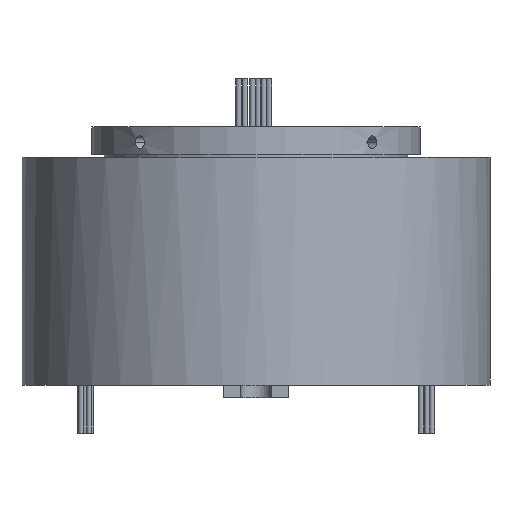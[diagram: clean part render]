
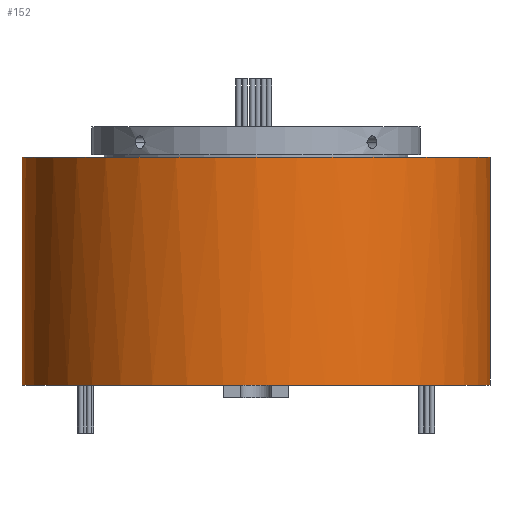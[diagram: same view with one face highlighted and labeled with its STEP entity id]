
A CAD part, front view. The second image highlights one B-rep face of the part: STEP entity #152.
In plain terms, the highlighted cylindrical face has radius 92.5 mm (diameter 185 mm), a partial arc.
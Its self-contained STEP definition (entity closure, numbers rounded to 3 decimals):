
#78 = CIRCLE ( 'NONE', #1247, 92.5 ) ;
#80 = ORIENTED_EDGE ( 'NONE', *, *, #4232, .T. ) ;
#152 = ADVANCED_FACE ( 'NONE', ( #1343 ), #3277, .T. ) ;
#180 = CARTESIAN_POINT ( 'NONE',  ( -13., -91.582, -102. ) ) ;
#234 = VERTEX_POINT ( 'NONE', #3863 ) ;
#241 = CARTESIAN_POINT ( 'NONE',  ( 0., 0., 43.86 ) ) ;
#279 = VECTOR ( 'NONE', #4780, 1000. ) ;
#292 = ORIENTED_EDGE ( 'NONE', *, *, #4594, .T. ) ;
#344 = DIRECTION ( 'NONE',  ( 0., 0., 1. ) ) ;
#361 = VERTEX_POINT ( 'NONE', #2407 ) ;
#406 = CARTESIAN_POINT ( 'NONE',  ( -92.5, 0., -12. ) ) ;
#752 = AXIS2_PLACEMENT_3D ( 'NONE', #2695, #344, #3075 ) ;
#789 = ORIENTED_EDGE ( 'NONE', *, *, #2223, .F. ) ;
#1045 = DIRECTION ( 'NONE',  ( 1., 0., 0. ) ) ;
#1087 = LINE ( 'NONE', #2014, #279 ) ;
#1236 = DIRECTION ( 'NONE',  ( 0., 0., 1. ) ) ;
#1247 = AXIS2_PLACEMENT_3D ( 'NONE', #3572, #1236, #3979 ) ;
#1324 = VERTEX_POINT ( 'NONE', #4412 ) ;
#1343 = FACE_OUTER_BOUND ( 'NONE', #3880, .T. ) ;
#1511 = LINE ( 'NONE', #2335, #2409 ) ;
#1542 = CARTESIAN_POINT ( 'NONE',  ( -92.5, 0., -102. ) ) ;
#1622 = EDGE_CURVE ( 'NONE', #4625, #1324, #2497, .T. ) ;
#1863 = CARTESIAN_POINT ( 'NONE',  ( 0., 0., -102. ) ) ;
#2014 = CARTESIAN_POINT ( 'NONE',  ( -92.5, 0., 43.86 ) ) ;
#2223 = EDGE_CURVE ( 'NONE', #2388, #4625, #1087, .T. ) ;
#2249 = DIRECTION ( 'NONE',  ( 1., 0., 0. ) ) ;
#2254 = ORIENTED_EDGE ( 'NONE', *, *, #4863, .T. ) ;
#2301 = DIRECTION ( 'NONE',  ( 0., 0., 1. ) ) ;
#2335 = CARTESIAN_POINT ( 'NONE',  ( 92.5, 0., 43.86 ) ) ;
#2345 = CIRCLE ( 'NONE', #3328, 92.5 ) ;
#2388 = VERTEX_POINT ( 'NONE', #1542 ) ;
#2407 = CARTESIAN_POINT ( 'NONE',  ( 92.5, 0., -102. ) ) ;
#2409 = VECTOR ( 'NONE', #5105, 1000. ) ;
#2497 = CIRCLE ( 'NONE', #3124, 92.5 ) ;
#2695 = CARTESIAN_POINT ( 'NONE',  ( 0., 0., -102. ) ) ;
#2969 = DIRECTION ( 'NONE',  ( 0., 0., 1. ) ) ;
#3075 = DIRECTION ( 'NONE',  ( 1., 0., 0. ) ) ;
#3124 = AXIS2_PLACEMENT_3D ( 'NONE', #4685, #2301, #5064 ) ;
#3277 = CYLINDRICAL_SURFACE ( 'NONE', #3731, 92.5 ) ;
#3328 = AXIS2_PLACEMENT_3D ( 'NONE', #1863, #4622, #2249 ) ;
#3572 = CARTESIAN_POINT ( 'NONE',  ( 0., 0., -102. ) ) ;
#3681 = EDGE_CURVE ( 'NONE', #234, #361, #4405, .T. ) ;
#3731 = AXIS2_PLACEMENT_3D ( 'NONE', #241, #2969, #1045 ) ;
#3863 = CARTESIAN_POINT ( 'NONE',  ( 13., -91.582, -102. ) ) ;
#3880 = EDGE_LOOP ( 'NONE', ( #789, #2254, #80, #4436, #292, #5113 ) ) ;
#3979 = DIRECTION ( 'NONE',  ( 1., 0., 0. ) ) ;
#4232 = EDGE_CURVE ( 'NONE', #4409, #234, #78, .T. ) ;
#4405 = CIRCLE ( 'NONE', #752, 92.5 ) ;
#4409 = VERTEX_POINT ( 'NONE', #180 ) ;
#4412 = CARTESIAN_POINT ( 'NONE',  ( 92.5, 0., -12. ) ) ;
#4436 = ORIENTED_EDGE ( 'NONE', *, *, #3681, .T. ) ;
#4594 = EDGE_CURVE ( 'NONE', #361, #1324, #1511, .T. ) ;
#4622 = DIRECTION ( 'NONE',  ( 0., 0., 1. ) ) ;
#4625 = VERTEX_POINT ( 'NONE', #406 ) ;
#4685 = CARTESIAN_POINT ( 'NONE',  ( 0., 0., -12. ) ) ;
#4780 = DIRECTION ( 'NONE',  ( 0., 0., 1. ) ) ;
#4863 = EDGE_CURVE ( 'NONE', #2388, #4409, #2345, .T. ) ;
#5064 = DIRECTION ( 'NONE',  ( 1., 0., 0. ) ) ;
#5105 = DIRECTION ( 'NONE',  ( 0., 0., 1. ) ) ;
#5113 = ORIENTED_EDGE ( 'NONE', *, *, #1622, .F. ) ;
